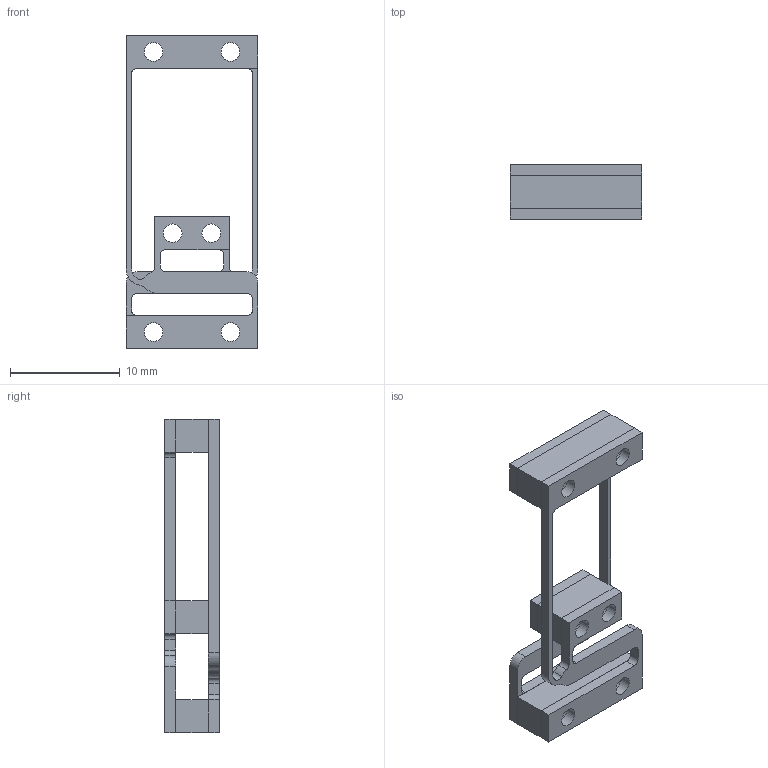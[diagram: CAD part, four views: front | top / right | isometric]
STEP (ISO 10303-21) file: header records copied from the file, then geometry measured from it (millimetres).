
FILE_DESCRIPTION(/* description */ ('','CAx-IF Rec.Pracs.---Representation and Presentation of Product Manufacturing Information (PMI)---4.0---2014-10-13'),/* implementation_level */ '2;1');
FILE_NAME(/* name */ 'Nondeformed AA1 v1.step',/* time_stamp */ '2025-07-01T21:38:26-07:00',/* author */ (''),/* organization */ (''),/* preprocessor_version */ 'ST-DEVELOPER v20',/* originating_system */ 'Autodesk Translation Framework v13.20.0.188',/* authorisation */ '');
FILE_SCHEMA (('AP242_MANAGED_MODEL_BASED_3D_ENGINEERING_MIM_LF { 1 0 10303 442 1 1 4 }'));
Length unit declared in the file: millimetre
Products named in the file (4): Nondeformed-deformed AA1; Deformed AA1; Nondeformed; Component8
Assembly tree (3 placements, depth 4):
  Nondeformed-deformed AA1
    Deformed AA1
      Nondeformed
        Component8
Bounding box: 12 x 5 x 28.5 mm (x, y, z)
Volume: 459.1 mm3; surface area: 1296.7 mm2
Topology: 5 solids, 5 shells, 100 faces, 270 edges, 180 vertices
Faces by surface type: plane 56, cylinder 44
Full cylindrical faces by diameter (mm): 1.7 x18
Entity records: 3325 total; most frequent: DIRECTION 572, CARTESIAN_POINT 557, ORIENTED_EDGE 540, EDGE_CURVE 270, AXIS2_PLACEMENT_3D 195, LINE 182, VECTOR 182, VERTEX_POINT 180
